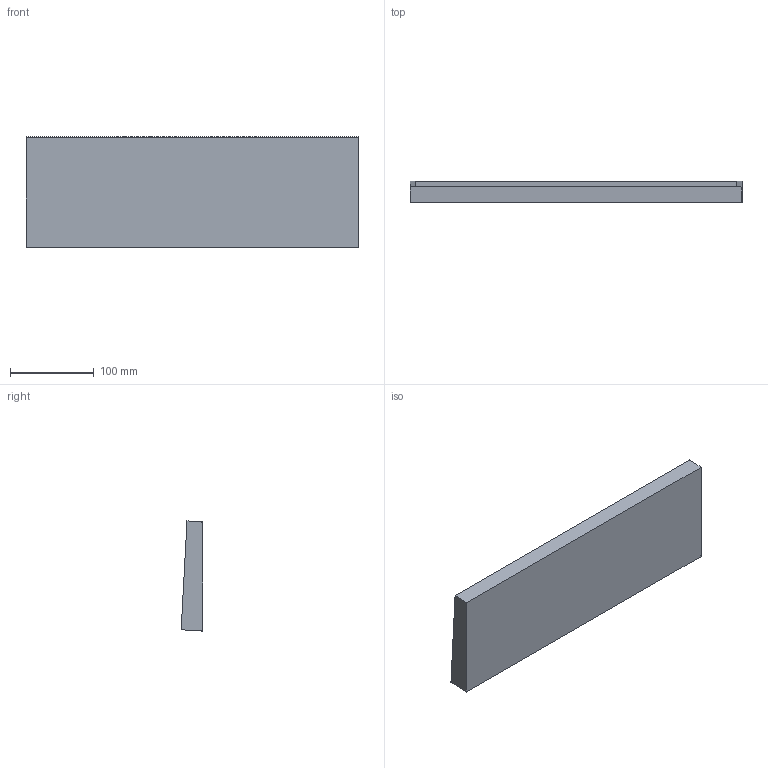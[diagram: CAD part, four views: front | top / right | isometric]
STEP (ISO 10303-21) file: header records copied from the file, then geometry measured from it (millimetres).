
FILE_DESCRIPTION((''),'2;1');
FILE_NAME('00_ASM','2020-08-19T14:45:04',('99647'),(''),'CREO PARAMETRIC BY PTC INC, 2019010','CREO PARAMETRIC BY PTC INC, 2019010','');
FILE_SCHEMA(('CONFIG_CONTROL_DESIGN'));
Length unit declared in the file: millimetre
Products named in the file (6): 00; 100; 200; 300; 400; 00_ASM
Assembly tree (5 placements, depth 2):
  00_ASM
    00
    100
    200
    300
    400
Bounding box: 397.5 x 26 x 131.96 mm (x, y, z)
Volume: 414359.9 mm3; surface area: 163328.1 mm2
Topology: 5 solids, 5 shells, 30 faces, 60 edges, 40 vertices
Faces by surface type: plane 30
Entity records: 917 total; most frequent: CARTESIAN_POINT 149, DIRECTION 140, ORIENTED_EDGE 120, EDGE_CURVE 60, VECTOR 58, LINE 58, AXIS2_PLACEMENT_3D 41, VERTEX_POINT 40
